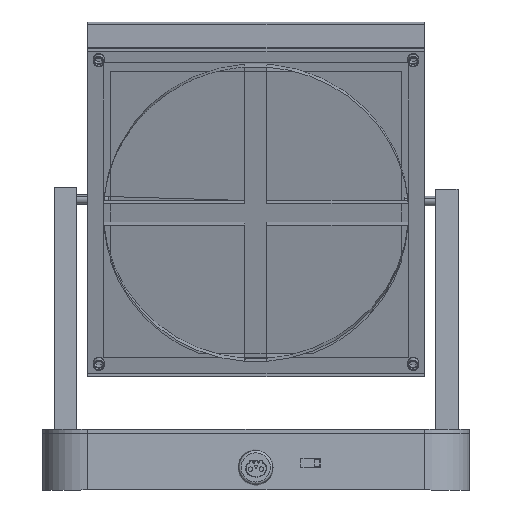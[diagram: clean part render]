
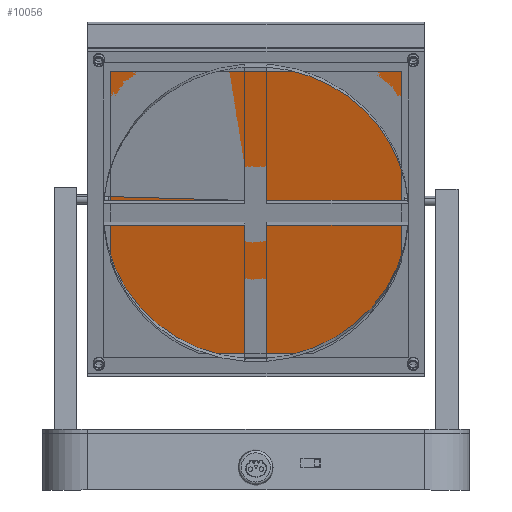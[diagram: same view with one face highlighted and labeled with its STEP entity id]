
A CAD part, front view. The second image highlights one B-rep face of the part: STEP entity #10056.
In plain terms, the highlighted planar face has unit normal (0, -0.966, -0.259).
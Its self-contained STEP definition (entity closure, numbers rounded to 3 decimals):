
#1303=FACE_OUTER_BOUND('',#1970,.T.);
#1970=EDGE_LOOP('',(#9155,#9156,#9157,#9158,#9159,#9160));
#2458=CIRCLE('',#11066,68.);
#2460=CIRCLE('',#11072,68.);
#3131=LINE('',#21970,#3850);
#3136=LINE('',#21984,#3855);
#3139=LINE('',#21990,#3858);
#3142=LINE('',#21996,#3861);
#3850=VECTOR('',#13651,10.);
#3855=VECTOR('',#13664,10.);
#3858=VECTOR('',#13669,10.);
#3861=VECTOR('',#13674,10.);
#4805=VERTEX_POINT('',#21968);
#4806=VERTEX_POINT('',#21969);
#4809=VERTEX_POINT('',#21977);
#4811=VERTEX_POINT('',#21983);
#4813=VERTEX_POINT('',#21989);
#4815=VERTEX_POINT('',#21995);
#6253=EDGE_CURVE('',#4805,#4806,#3131,.T.);
#6257=EDGE_CURVE('',#4805,#4809,#2458,.T.);
#6260=EDGE_CURVE('',#4811,#4809,#3136,.T.);
#6263=EDGE_CURVE('',#4813,#4811,#3139,.T.);
#6266=EDGE_CURVE('',#4815,#4813,#3142,.T.);
#6269=EDGE_CURVE('',#4815,#4806,#2460,.T.);
#9155=ORIENTED_EDGE('',*,*,#6269,.T.);
#9156=ORIENTED_EDGE('',*,*,#6253,.F.);
#9157=ORIENTED_EDGE('',*,*,#6257,.T.);
#9158=ORIENTED_EDGE('',*,*,#6260,.F.);
#9159=ORIENTED_EDGE('',*,*,#6263,.F.);
#9160=ORIENTED_EDGE('',*,*,#6266,.F.);
#9482=PLANE('',#11074);
#10056=ADVANCED_FACE('',(#1303),#9482,.T.);
#11066=AXIS2_PLACEMENT_3D('',#21978,#13657,#13658);
#11072=AXIS2_PLACEMENT_3D('',#22001,#13679,#13680);
#11074=AXIS2_PLACEMENT_3D('',#22003,#13683,#13684);
#13651=DIRECTION('',(-1.,0.,0.));
#13657=DIRECTION('center_axis',(0.,-0.966,
-0.259));
#13658=DIRECTION('ref_axis',(0.071,0.258,-0.964));
#13664=DIRECTION('',(0.,0.259,-0.966));
#13669=DIRECTION('',(1.,0.,0.));
#13674=DIRECTION('',(0.,-0.259,0.966));
#13679=DIRECTION('center_axis',(0.,-0.966,
-0.259));
#13680=DIRECTION('ref_axis',(-0.997,0.019,-0.071));
#13683=DIRECTION('center_axis',(0.,-0.966,
-0.259));
#13684=DIRECTION('ref_axis',(1.,0.,0.));
#21968=CARTESIAN_POINT('',(40.08,177.814,60.586));
#21969=CARTESIAN_POINT('',(-10.08,177.814,60.586));
#21970=CARTESIAN_POINT('',(80.,177.814,60.586));
#21977=CARTESIAN_POINT('',(80.,166.625,102.344));
#21978=CARTESIAN_POINT('Origin',(15.,161.455,121.638));
#21983=CARTESIAN_POINT('',(80.,144.168,186.156));
#21984=CARTESIAN_POINT('',(80.,144.168,186.156));
#21989=CARTESIAN_POINT('',(-50.,144.168,186.156));
#21990=CARTESIAN_POINT('',(-50.,144.168,186.156));
#21995=CARTESIAN_POINT('',(-50.,166.625,102.344));
#21996=CARTESIAN_POINT('',(-50.,177.814,60.586));
#22001=CARTESIAN_POINT('Origin',(15.,161.455,121.638));
#22003=CARTESIAN_POINT('Origin',(15.,160.991,123.371));
